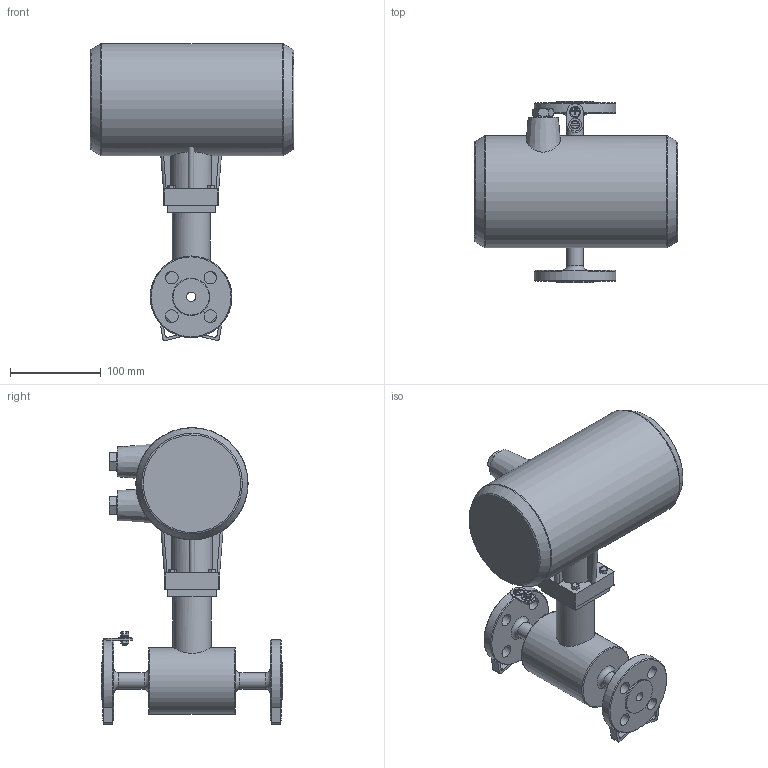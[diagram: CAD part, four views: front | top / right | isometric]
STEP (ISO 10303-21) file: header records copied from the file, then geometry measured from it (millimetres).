
FILE_DESCRIPTION(/* description */ (''),/* implementation_level */ '2;1');
FILE_NAME(/* name */ 'Flowmeter DN10 PN16-25 Compact.step',/* time_stamp */ '2023-10-05T09:55:16+03:00',/* author */ (''),/* organization */ (''),/* preprocessor_version */ 'ST-DEVELOPER v20',/* originating_system */ 'Autodesk Translation Framework v12.14.0.127',/* authorisation */ '');
FILE_SCHEMA (('AUTOMOTIVE_DESIGN { 1 0 10303 214 3 1 1 }'));
Products named in the file (3): Flowmeter DN10 PN16-25 tube; El. block v10; A_Compact_version
Assembly tree (2 placements, depth 3):
  Flowmeter DN10 PN16-25 tube
    El. block v10
      A_Compact_version
Bounding box: 224 x 200 x 326.72 mm (x, y, z)
Volume: 3428210.6 mm3; surface area: 234601.2 mm2
Topology: 1 solids, 6 shells, 630 faces, 1586 edges, 1019 vertices
Faces by surface type: plane 221, bspline 156, cylinder 148, cone 91, torus 14
Full cylindrical faces by diameter (mm): 3.332 x2, 3.961 x10, 4.234 x4, 5 x11, 5.5 x1, 6.5 x4, 8 x2, 10 x1, 10.394 x1, 12.394 x1, 14 x9, 17 x2, 18 x2, 18.137 x10, 18.631 x12, 29 x1, 40 x2, 42 x2, 72 x1, 73.5 x1, 110 x2, 113 x2, 123.5 x1
Entity records: 38493 total; most frequent: CARTESIAN_POINT 24515, ORIENTED_EDGE 3172, DIRECTION 2225, EDGE_CURVE 1586, VERTEX_POINT 1019, AXIS2_PLACEMENT_3D 815, EDGE_LOOP 731, FACE_OUTER_BOUND 630
